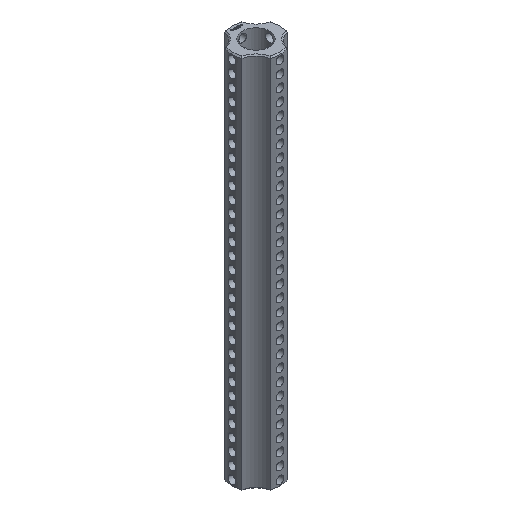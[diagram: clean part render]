
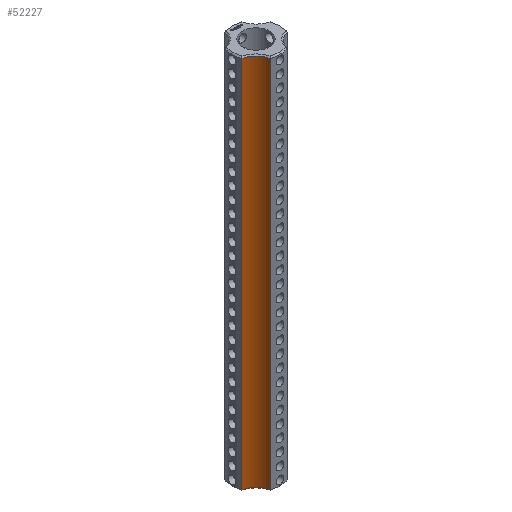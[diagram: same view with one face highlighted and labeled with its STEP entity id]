
A CAD part, isometric view. The second image highlights one B-rep face of the part: STEP entity #52227.
In plain terms, the highlighted cylindrical face has radius 5 mm (diameter 10 mm), a partial arc.
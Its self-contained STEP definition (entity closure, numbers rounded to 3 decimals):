
#6730 = CYLINDRICAL_SURFACE('',#6731,6.25);
#6731 = AXIS2_PLACEMENT_3D('',#6732,#6733,#6734);
#6732 = CARTESIAN_POINT('',(0.,0.,0.));
#6733 = DIRECTION('',(-0.,-0.,-1.));
#6734 = DIRECTION('',(1.,0.,0.));
#14789 = EDGE_CURVE('',#14790,#14792,#14794,.T.);
#14790 = VERTEX_POINT('',#14791);
#14791 = CARTESIAN_POINT('',(-2.225,-5.841,0.3));
#14792 = VERTEX_POINT('',#14793);
#14793 = CARTESIAN_POINT('',(-2.225,-5.841,96.575));
#14794 = SURFACE_CURVE('',#14795,(#14799,#14806),.PCURVE_S1.);
#14795 = LINE('',#14796,#14797);
#14796 = CARTESIAN_POINT('',(-2.225,-5.841,0.));
#14797 = VECTOR('',#14798,1.);
#14798 = DIRECTION('',(0.,0.,1.));
#14799 = PCURVE('',#6730,#14800);
#14800 = DEFINITIONAL_REPRESENTATION('',(#14801),#14805);
#14801 = LINE('',#14802,#14803);
#14802 = CARTESIAN_POINT('',(-4.348,0.));
#14803 = VECTOR('',#14804,1.);
#14804 = DIRECTION('',(-0.,-1.));
#14805 = ( GEOMETRIC_REPRESENTATION_CONTEXT(2) 
PARAMETRIC_REPRESENTATION_CONTEXT() REPRESENTATION_CONTEXT('2D SPACE',''
  ) );
#14806 = PCURVE('',#14807,#14812);
#14807 = CYLINDRICAL_SURFACE('',#14808,5.);
#14808 = AXIS2_PLACEMENT_3D('',#14809,#14810,#14811);
#14809 = CARTESIAN_POINT('',(-7.071,-7.071,0.));
#14810 = DIRECTION('',(-0.,-0.,-1.));
#14811 = DIRECTION('',(1.,0.,0.));
#14812 = DEFINITIONAL_REPRESENTATION('',(#14813),#14817);
#14813 = LINE('',#14814,#14815);
#14814 = CARTESIAN_POINT('',(-0.249,0.));
#14815 = VECTOR('',#14816,1.);
#14816 = DIRECTION('',(-0.,-1.));
#14817 = ( GEOMETRIC_REPRESENTATION_CONTEXT(2) 
PARAMETRIC_REPRESENTATION_CONTEXT() REPRESENTATION_CONTEXT('2D SPACE',''
  ) );
#19966 = CONICAL_SURFACE('',#19967,5.,0.785);
#19967 = AXIS2_PLACEMENT_3D('',#19968,#19969,#19970);
#19968 = CARTESIAN_POINT('',(-7.071,-7.071,0.3));
#19969 = DIRECTION('',(-0.,-0.,-1.));
#19970 = DIRECTION('',(0.969,0.246,0.));
#20168 = CONICAL_SURFACE('',#20169,5.,0.785);
#20169 = AXIS2_PLACEMENT_3D('',#20170,#20171,#20172);
#20170 = CARTESIAN_POINT('',(-7.071,-7.071,96.575));
#20171 = DIRECTION('',(0.,0.,1.));
#20172 = DIRECTION('',(0.969,0.246,0.));
#52227 = ADVANCED_FACE('',(#52228),#14807,.F.);
#52228 = FACE_BOUND('',#52229,.T.);
#52229 = EDGE_LOOP('',(#52230,#52231,#52255,#52283));
#52230 = ORIENTED_EDGE('',*,*,#14789,.T.);
#52231 = ORIENTED_EDGE('',*,*,#52232,.T.);
#52232 = EDGE_CURVE('',#14792,#52233,#52235,.T.);
#52233 = VERTEX_POINT('',#52234);
#52234 = CARTESIAN_POINT('',(-5.841,-2.225,96.575));
#52235 = SURFACE_CURVE('',#52236,(#52241,#52248),.PCURVE_S1.);
#52236 = CIRCLE('',#52237,5.);
#52237 = AXIS2_PLACEMENT_3D('',#52238,#52239,#52240);
#52238 = CARTESIAN_POINT('',(-7.071,-7.071,96.575));
#52239 = DIRECTION('',(0.,-0.,1.));
#52240 = DIRECTION('',(0.969,0.246,0.));
#52241 = PCURVE('',#14807,#52242);
#52242 = DEFINITIONAL_REPRESENTATION('',(#52243),#52247);
#52243 = LINE('',#52244,#52245);
#52244 = CARTESIAN_POINT('',(-0.249,-96.575));
#52245 = VECTOR('',#52246,1.);
#52246 = DIRECTION('',(-1.,0.));
#52247 = ( GEOMETRIC_REPRESENTATION_CONTEXT(2) 
PARAMETRIC_REPRESENTATION_CONTEXT() REPRESENTATION_CONTEXT('2D SPACE',''
  ) );
#52248 = PCURVE('',#20168,#52249);
#52249 = DEFINITIONAL_REPRESENTATION('',(#52250),#52254);
#52250 = LINE('',#52251,#52252);
#52251 = CARTESIAN_POINT('',(0.,0.));
#52252 = VECTOR('',#52253,1.);
#52253 = DIRECTION('',(1.,0.));
#52254 = ( GEOMETRIC_REPRESENTATION_CONTEXT(2) 
PARAMETRIC_REPRESENTATION_CONTEXT() REPRESENTATION_CONTEXT('2D SPACE',''
  ) );
#52255 = ORIENTED_EDGE('',*,*,#52256,.F.);
#52256 = EDGE_CURVE('',#52257,#52233,#52259,.T.);
#52257 = VERTEX_POINT('',#52258);
#52258 = CARTESIAN_POINT('',(-5.841,-2.225,0.3));
#52259 = SURFACE_CURVE('',#52260,(#52264,#52271),.PCURVE_S1.);
#52260 = LINE('',#52261,#52262);
#52261 = CARTESIAN_POINT('',(-5.841,-2.225,0.));
#52262 = VECTOR('',#52263,1.);
#52263 = DIRECTION('',(0.,0.,1.));
#52264 = PCURVE('',#14807,#52265);
#52265 = DEFINITIONAL_REPRESENTATION('',(#52266),#52270);
#52266 = LINE('',#52267,#52268);
#52267 = CARTESIAN_POINT('',(-1.322,0.));
#52268 = VECTOR('',#52269,1.);
#52269 = DIRECTION('',(-0.,-1.));
#52270 = ( GEOMETRIC_REPRESENTATION_CONTEXT(2) 
PARAMETRIC_REPRESENTATION_CONTEXT() REPRESENTATION_CONTEXT('2D SPACE',''
  ) );
#52271 = PCURVE('',#52272,#52277);
#52272 = CYLINDRICAL_SURFACE('',#52273,6.25);
#52273 = AXIS2_PLACEMENT_3D('',#52274,#52275,#52276);
#52274 = CARTESIAN_POINT('',(0.,0.,0.));
#52275 = DIRECTION('',(-0.,-0.,-1.));
#52276 = DIRECTION('',(1.,0.,0.));
#52277 = DEFINITIONAL_REPRESENTATION('',(#52278),#52282);
#52278 = LINE('',#52279,#52280);
#52279 = CARTESIAN_POINT('',(-3.506,0.));
#52280 = VECTOR('',#52281,1.);
#52281 = DIRECTION('',(-0.,-1.));
#52282 = ( GEOMETRIC_REPRESENTATION_CONTEXT(2) 
PARAMETRIC_REPRESENTATION_CONTEXT() REPRESENTATION_CONTEXT('2D SPACE',''
  ) );
#52283 = ORIENTED_EDGE('',*,*,#52284,.F.);
#52284 = EDGE_CURVE('',#14790,#52257,#52285,.T.);
#52285 = SURFACE_CURVE('',#52286,(#52291,#52298),.PCURVE_S1.);
#52286 = CIRCLE('',#52287,5.);
#52287 = AXIS2_PLACEMENT_3D('',#52288,#52289,#52290);
#52288 = CARTESIAN_POINT('',(-7.071,-7.071,0.3));
#52289 = DIRECTION('',(0.,-0.,1.));
#52290 = DIRECTION('',(0.969,0.246,0.));
#52291 = PCURVE('',#14807,#52292);
#52292 = DEFINITIONAL_REPRESENTATION('',(#52293),#52297);
#52293 = LINE('',#52294,#52295);
#52294 = CARTESIAN_POINT('',(-0.249,-0.3));
#52295 = VECTOR('',#52296,1.);
#52296 = DIRECTION('',(-1.,0.));
#52297 = ( GEOMETRIC_REPRESENTATION_CONTEXT(2) 
PARAMETRIC_REPRESENTATION_CONTEXT() REPRESENTATION_CONTEXT('2D SPACE',''
  ) );
#52298 = PCURVE('',#19966,#52299);
#52299 = DEFINITIONAL_REPRESENTATION('',(#52300),#52304);
#52300 = LINE('',#52301,#52302);
#52301 = CARTESIAN_POINT('',(-0.,0.));
#52302 = VECTOR('',#52303,1.);
#52303 = DIRECTION('',(-1.,0.));
#52304 = ( GEOMETRIC_REPRESENTATION_CONTEXT(2) 
PARAMETRIC_REPRESENTATION_CONTEXT() REPRESENTATION_CONTEXT('2D SPACE',''
  ) );
